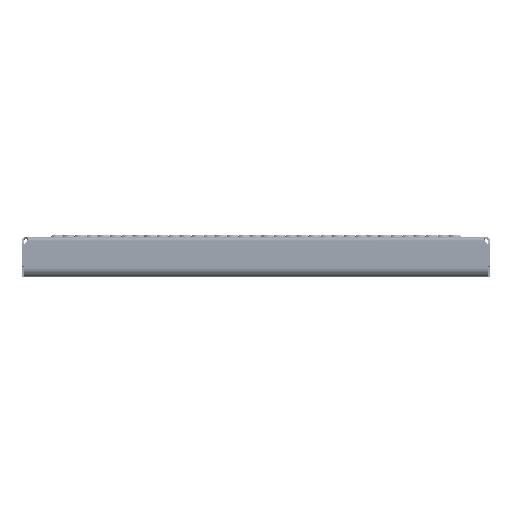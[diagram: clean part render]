
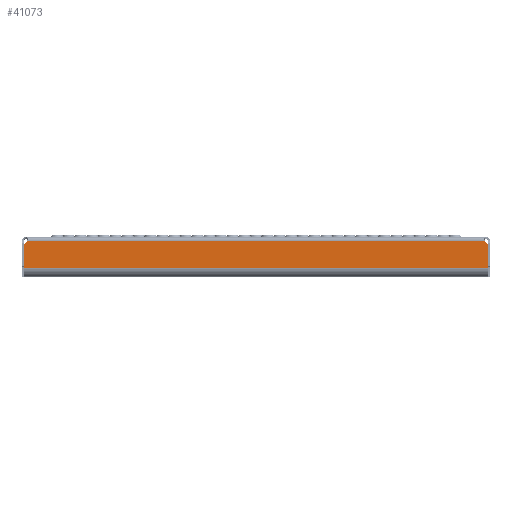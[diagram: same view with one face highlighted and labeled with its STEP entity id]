
A CAD part, top view. The second image highlights one B-rep face of the part: STEP entity #41073.
In plain terms, the highlighted planar face has unit normal (0, 0, 1).
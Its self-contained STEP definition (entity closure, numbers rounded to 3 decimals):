
#897 = DIRECTION ( 'NONE',  ( 1., 0., 0. ) ) ;
#899 = VECTOR ( 'NONE', #897, 1000. ) ;
#900 = LINE ( 'NONE', #905, #899 ) ;
#905 = CARTESIAN_POINT ( 'NONE',  ( -249., -4., 112.5 ) ) ;
#986 = CARTESIAN_POINT ( 'NONE',  ( -244.302, -4., 112.5 ) ) ;
#1034 = CARTESIAN_POINT ( 'NONE',  ( 244.302, -4., 112.5 ) ) ;
#40785 = VERTEX_POINT ( 'NONE', #112538 ) ;
#40793 = VERTEX_POINT ( 'NONE', #112590 ) ;
#40801 = VERTEX_POINT ( 'NONE', #112587 ) ;
#40814 = EDGE_CURVE ( 'NONE', #40793, #40801, #112616, .T. ) ;
#40833 = EDGE_CURVE ( 'NONE', #41026, #40785, #112632, .T. ) ;
#40904 = EDGE_CURVE ( 'NONE', #40921, #40933, #900, .T. ) ;
#40921 = VERTEX_POINT ( 'NONE', #986 ) ;
#40933 = VERTEX_POINT ( 'NONE', #1034 ) ;
#41026 = VERTEX_POINT ( 'NONE', #54718 ) ;
#41056 = ORIENTED_EDGE ( 'NONE', *, *, #40814, .T. ) ;
#41060 = ORIENTED_EDGE ( 'NONE', *, *, #41082, .T. ) ;
#41067 = EDGE_LOOP ( 'NONE', ( #41060, #41056, #41085, #41076, #41092, #41097 ) ) ;
#41073 = ADVANCED_FACE ( 'NONE', ( #54873 ), #54863, .T. ) ;
#41076 = ORIENTED_EDGE ( 'NONE', *, *, #40904, .F. ) ;
#41082 = EDGE_CURVE ( 'NONE', #40785, #40793, #54986, .T. ) ;
#41085 = ORIENTED_EDGE ( 'NONE', *, *, #41198, .T. ) ;
#41088 = EDGE_CURVE ( 'NONE', #40921, #41026, #55107, .T. ) ;
#41092 = ORIENTED_EDGE ( 'NONE', *, *, #41088, .T. ) ;
#41097 = ORIENTED_EDGE ( 'NONE', *, *, #40833, .T. ) ;
#41198 = EDGE_CURVE ( 'NONE', #40801, #40933, #55590, .T. ) ;
#54718 = CARTESIAN_POINT ( 'NONE',  ( -247.99, -7.185, 112.5 ) ) ;
#54863 = PLANE ( 'NONE',  #55013 ) ;
#54873 = FACE_OUTER_BOUND ( 'NONE', #41067, .T. ) ;
#54986 = LINE ( 'NONE', #55148, #55147 ) ;
#54995 = DIRECTION ( 'NONE',  ( 0., -1., 0. ) ) ;
#55009 = DIRECTION ( 'NONE',  ( 0., 0., 1. ) ) ;
#55013 = AXIS2_PLACEMENT_3D ( 'NONE', #55039, #55009, #54995 ) ;
#55039 = CARTESIAN_POINT ( 'NONE',  ( -249., 220.712, 112.5 ) ) ;
#55098 = DIRECTION ( 'NONE',  ( 0., -1., 0. ) ) ;
#55101 = DIRECTION ( 'NONE',  ( 0., 0., -1. ) ) ;
#55103 = CARTESIAN_POINT ( 'NONE',  ( -249., -2.288, 112.5 ) ) ;
#55105 = AXIS2_PLACEMENT_3D ( 'NONE', #55103, #55101, #55098 ) ;
#55107 = CIRCLE ( 'NONE', #55105, 5. ) ;
#55144 = DIRECTION ( 'NONE',  ( 1., 0., 0. ) ) ;
#55147 = VECTOR ( 'NONE', #55144, 1000. ) ;
#55148 = CARTESIAN_POINT ( 'NONE',  ( -247.99, -32.498, 112.5 ) ) ;
#55590 = CIRCLE ( 'NONE', #55690, 5. ) ;
#55669 = DIRECTION ( 'NONE',  ( 0., -1., 0. ) ) ;
#55672 = DIRECTION ( 'NONE',  ( 0., 0., -1. ) ) ;
#55673 = CARTESIAN_POINT ( 'NONE',  ( 249., -2.288, 112.5 ) ) ;
#55690 = AXIS2_PLACEMENT_3D ( 'NONE', #55673, #55672, #55669 ) ;
#112538 = CARTESIAN_POINT ( 'NONE',  ( -247.99, -32.498, 112.5 ) ) ;
#112587 = CARTESIAN_POINT ( 'NONE',  ( 247.99, -7.185, 112.5 ) ) ;
#112590 = CARTESIAN_POINT ( 'NONE',  ( 247.99, -32.498, 112.5 ) ) ;
#112612 = DIRECTION ( 'NONE',  ( 0., 1., 0. ) ) ;
#112613 = VECTOR ( 'NONE', #112612, 1000. ) ;
#112614 = CARTESIAN_POINT ( 'NONE',  ( 247.99, -7.185, 112.5 ) ) ;
#112616 = LINE ( 'NONE', #112614, #112613 ) ;
#112629 = DIRECTION ( 'NONE',  ( 0., -1., 0. ) ) ;
#112630 = VECTOR ( 'NONE', #112629, 1000. ) ;
#112631 = CARTESIAN_POINT ( 'NONE',  ( -247.99, -7.185, 112.5 ) ) ;
#112632 = LINE ( 'NONE', #112631, #112630 ) ;
